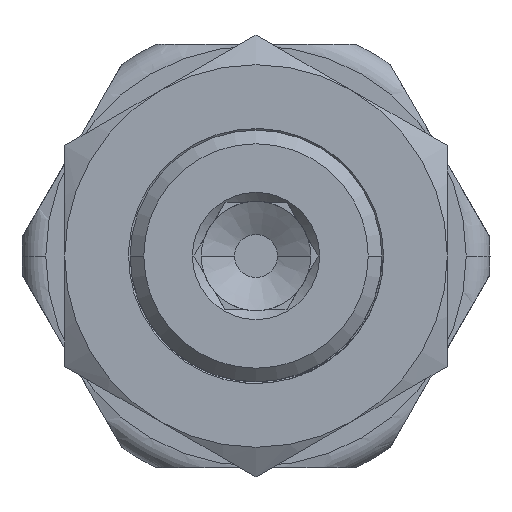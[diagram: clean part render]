
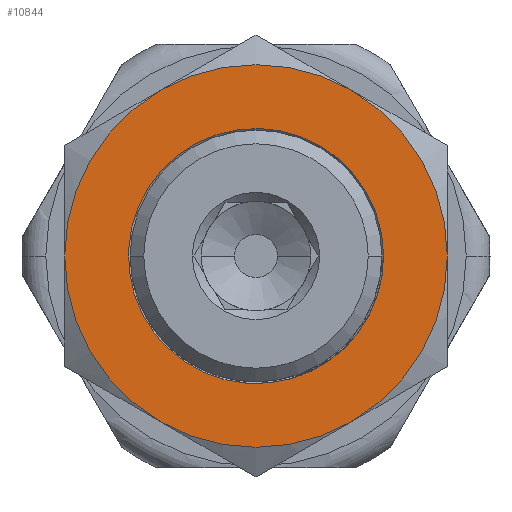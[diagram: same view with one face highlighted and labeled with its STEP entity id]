
A CAD part, left-side view. The second image highlights one B-rep face of the part: STEP entity #10844.
In plain terms, the highlighted planar face has unit normal (-1, 0, 0).
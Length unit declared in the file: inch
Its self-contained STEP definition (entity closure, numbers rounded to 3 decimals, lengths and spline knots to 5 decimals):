
#3247=CARTESIAN_POINT('',(-0.98875,0.,0.));
#3248=DIRECTION('',(-1.,0.,0.));
#3249=DIRECTION('',(0.,-1.,0.));
#3250=AXIS2_PLACEMENT_3D('',#3247,#3248,#3249);
#3252=CARTESIAN_POINT('',(-0.98875,0.,0.));
#3253=DIRECTION('',(-1.,0.,0.));
#3254=DIRECTION('',(0.,-0.5,-0.866));
#3255=AXIS2_PLACEMENT_3D('',#3252,#3253,#3254);
#3257=CARTESIAN_POINT('',(-0.98875,0.,0.));
#3258=DIRECTION('',(-1.,0.,0.));
#3259=DIRECTION('',(0.,0.,-1.));
#3260=AXIS2_PLACEMENT_3D('',#3257,#3258,#3259);
#3262=CARTESIAN_POINT('',(-0.98875,0.,0.));
#3263=DIRECTION('',(-1.,0.,0.));
#3264=DIRECTION('',(0.,0.5,-0.866));
#3265=AXIS2_PLACEMENT_3D('',#3262,#3263,#3264);
#3267=CARTESIAN_POINT('',(-0.98875,0.,0.));
#3268=DIRECTION('',(-1.,0.,0.));
#3269=DIRECTION('',(0.,1.,0.));
#3270=AXIS2_PLACEMENT_3D('',#3267,#3268,#3269);
#3272=CARTESIAN_POINT('',(-0.98875,0.,0.));
#3273=DIRECTION('',(-1.,0.,0.));
#3274=DIRECTION('',(0.,0.5,0.866));
#3275=AXIS2_PLACEMENT_3D('',#3272,#3273,#3274);
#3277=CARTESIAN_POINT('',(-0.98875,0.,0.));
#3278=DIRECTION('',(1.,0.,0.));
#3279=DIRECTION('',(0.,-1.,0.));
#3280=AXIS2_PLACEMENT_3D('',#3277,#3278,#3279);
#3322=CARTESIAN_POINT('',(-0.98875,0.,0.));
#3323=DIRECTION('',(-1.,0.,0.));
#3324=DIRECTION('',(0.,-0.5,0.866));
#3325=AXIS2_PLACEMENT_3D('',#3322,#3323,#3324);
#3345=CARTESIAN_POINT('',(-0.98875,-0.14063,0.24357));
#3467=CARTESIAN_POINT('',(-0.98875,0.14063,0.24357));
#5487=CARTESIAN_POINT('',(-0.98875,0.,0.));
#5488=DIRECTION('',(1.,0.,0.));
#5489=DIRECTION('',(0.,-0.707,-0.707));
#5490=AXIS2_PLACEMENT_3D('',#5487,#5488,#5489);
#8042=VERTEX_POINT('',#3467);
#8044=CARTESIAN_POINT('',(-0.98875,-0.14063,-0.24357));
#8045=CARTESIAN_POINT('',(-0.98875,-0.28125,0.));
#8046=VERTEX_POINT('',#8044);
#8047=VERTEX_POINT('',#8045);
#8050=CARTESIAN_POINT('',(-0.98875,0.28125,0.));
#8051=CARTESIAN_POINT('',(-0.98875,0.14063,-0.24357));
#8052=VERTEX_POINT('',#8050);
#8053=VERTEX_POINT('',#8051);
#8078=CARTESIAN_POINT('',(-0.98875,-0.1875,0.));
#8079=CARTESIAN_POINT('',(-0.98875,-0.13258,-0.13258));
#8080=VERTEX_POINT('',#8078);
#8081=VERTEX_POINT('',#8079);
#8090=VERTEX_POINT('',#3345);
#8092=CARTESIAN_POINT('',(-0.98875,0.,-0.28125));
#8093=VERTEX_POINT('',#8092);
#10818=CARTESIAN_POINT('',(-0.98875,0.28125,-0.16238));
#10819=DIRECTION('',(1.,0.,0.));
#10820=DIRECTION('',(0.,0.,1.));
#10821=AXIS2_PLACEMENT_3D('',#10818,#10819,#10820);
#10822=PLANE('',#10821);
#10824=ORIENTED_EDGE('',*,*,#10823,.F.);
#10826=ORIENTED_EDGE('',*,*,#10825,.F.);
#10827=ORIENTED_EDGE('',*,*,#10804,.F.);
#10829=ORIENTED_EDGE('',*,*,#10828,.F.);
#10831=ORIENTED_EDGE('',*,*,#10830,.F.);
#10833=ORIENTED_EDGE('',*,*,#10832,.F.);
#10835=ORIENTED_EDGE('',*,*,#10834,.F.);
#10836=EDGE_LOOP('',(#10824,#10826,#10827,#10829,#10831,#10833,#10835));
#10837=FACE_OUTER_BOUND('',#10836,.F.);
#10839=ORIENTED_EDGE('',*,*,#10838,.F.);
#10841=ORIENTED_EDGE('',*,*,#10840,.F.);
#10842=EDGE_LOOP('',(#10839,#10841));
#10843=FACE_BOUND('',#10842,.F.);
#3251=CIRCLE('',#3250,0.28125);
#3256=CIRCLE('',#3255,0.28125);
#3261=CIRCLE('',#3260,0.28125);
#3266=CIRCLE('',#3265,0.28125);
#3271=CIRCLE('',#3270,0.28125);
#3276=CIRCLE('',#3275,0.28125);
#3281=CIRCLE('',#3280,0.1875);
#3326=CIRCLE('',#3325,0.28125);
#5491=CIRCLE('',#5490,0.1875);
#10804=EDGE_CURVE('',#8046,#8047,#3256,.T.);
#10823=EDGE_CURVE('',#8090,#8042,#3326,.T.);
#10825=EDGE_CURVE('',#8047,#8090,#3251,.T.);
#10828=EDGE_CURVE('',#8093,#8046,#3261,.T.);
#10830=EDGE_CURVE('',#8053,#8093,#3266,.T.);
#10832=EDGE_CURVE('',#8052,#8053,#3271,.T.);
#10834=EDGE_CURVE('',#8042,#8052,#3276,.T.);
#10838=EDGE_CURVE('',#8080,#8081,#3281,.T.);
#10840=EDGE_CURVE('',#8081,#8080,#5491,.T.);
#10844=ADVANCED_FACE('',(#10837,#10843),#10822,.F.);
